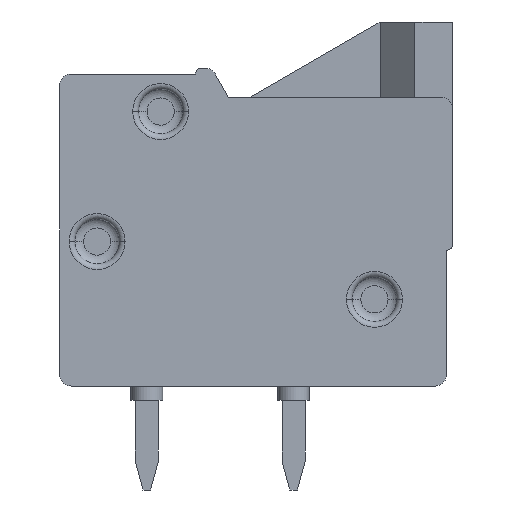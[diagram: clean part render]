
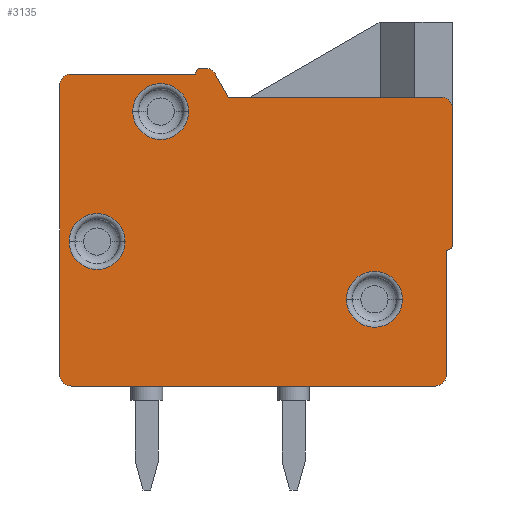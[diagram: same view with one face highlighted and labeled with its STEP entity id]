
A CAD part, left-side view. The second image highlights one B-rep face of the part: STEP entity #3135.
In plain terms, the highlighted planar face has unit normal (-1, 0, 0).
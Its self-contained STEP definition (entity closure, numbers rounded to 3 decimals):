
#1069=CARTESIAN_POINT('',(-0.9,3.028,9.5));
#1070=VERTEX_POINT('',#1069);
#1078=CARTESIAN_POINT('',(-0.9,1.092,9.5));
#1079=VERTEX_POINT('',#1078);
#1080=CARTESIAN_POINT('',(-0.9,2.06,9.5));
#1081=DIRECTION('',(1.0,0.0,0.0));
#1082=DIRECTION('',(0.0,-1.0,0.0));
#1083=AXIS2_PLACEMENT_3D('',#1080,#1081,#1082);
#1084=CIRCLE('',#1083,0.968);
#1085=EDGE_CURVE('',#1079,#1070,#1084,.T.);
#1191=CARTESIAN_POINT('',(-0.9,-4.372,3.0));
#1192=VERTEX_POINT('',#1191);
#1200=CARTESIAN_POINT('',(-0.9,-6.308,3.0));
#1201=VERTEX_POINT('',#1200);
#1202=CARTESIAN_POINT('',(-0.9,-5.34,3.0));
#1203=DIRECTION('',(1.0,0.0,0.0));
#1204=DIRECTION('',(0.0,-1.0,0.0));
#1205=AXIS2_PLACEMENT_3D('',#1202,#1203,#1204);
#1206=CIRCLE('',#1205,0.968);
#1207=EDGE_CURVE('',#1201,#1192,#1206,.T.);
#1313=CARTESIAN_POINT('',(-0.9,5.228,5.0));
#1314=VERTEX_POINT('',#1313);
#1322=CARTESIAN_POINT('',(-0.9,3.292,5.0));
#1323=VERTEX_POINT('',#1322);
#1324=CARTESIAN_POINT('',(-0.9,4.26,5.0));
#1325=DIRECTION('',(1.0,0.0,0.0));
#1326=DIRECTION('',(0.0,-1.0,0.0));
#1327=AXIS2_PLACEMENT_3D('',#1324,#1325,#1326);
#1328=CIRCLE('',#1327,0.968);
#1329=EDGE_CURVE('',#1323,#1314,#1328,.T.);
#1881=CARTESIAN_POINT('',(-0.9,-8.04,9.6));
#1882=VERTEX_POINT('',#1881);
#1889=CARTESIAN_POINT('',(-0.9,-8.04,4.9));
#1890=VERTEX_POINT('',#1889);
#1891=CARTESIAN_POINT('',(-0.9,-8.04,9.6));
#1892=DIRECTION('',(0.0,0.0,-1.0));
#1893=VECTOR('',#1892,4.7);
#1894=LINE('',#1891,#1893);
#1895=EDGE_CURVE('',#1882,#1890,#1894,.T.);
#2077=CARTESIAN_POINT('',(-0.9,-7.84,0.4));
#2078=VERTEX_POINT('',#2077);
#2087=CARTESIAN_POINT('',(-0.9,-7.44,0.0));
#2088=VERTEX_POINT('',#2087);
#2089=CARTESIAN_POINT('',(-0.9,-7.44,0.4));
#2090=DIRECTION('',(1.0,0.0,0.0));
#2091=DIRECTION('',(0.0,1.0,0.0));
#2092=AXIS2_PLACEMENT_3D('',#2089,#2090,#2091);
#2093=CIRCLE('',#2092,0.4);
#2094=EDGE_CURVE('',#2078,#2088,#2093,.T.);
#2120=CARTESIAN_POINT('',(-0.9,5.16,0.0));
#2121=VERTEX_POINT('',#2120);
#2122=CARTESIAN_POINT('',(-0.9,-7.44,0.0));
#2123=DIRECTION('',(0.0,1.0,0.0));
#2124=VECTOR('',#2123,12.6);
#2125=LINE('',#2122,#2124);
#2126=EDGE_CURVE('',#2088,#2121,#2125,.T.);
#2742=CARTESIAN_POINT('',(-0.9,5.56,0.4));
#2743=VERTEX_POINT('',#2742);
#2744=CARTESIAN_POINT('',(-0.9,5.16,0.4));
#2745=DIRECTION('',(1.0,0.0,0.0));
#2746=DIRECTION('',(0.0,1.0,0.0));
#2747=AXIS2_PLACEMENT_3D('',#2744,#2745,#2746);
#2748=CIRCLE('',#2747,0.4);
#2749=EDGE_CURVE('',#2121,#2743,#2748,.T.);
#2776=CARTESIAN_POINT('',(-0.9,5.16,10.8));
#2777=VERTEX_POINT('',#2776);
#2784=CARTESIAN_POINT('',(-0.9,0.86,10.8));
#2785=VERTEX_POINT('',#2784);
#2786=CARTESIAN_POINT('',(-0.9,5.16,10.8));
#2787=DIRECTION('',(0.0,-1.0,0.0));
#2788=VECTOR('',#2787,4.3);
#2789=LINE('',#2786,#2788);
#2790=EDGE_CURVE('',#2777,#2785,#2789,.T.);
#2816=CARTESIAN_POINT('',(-0.9,0.66,11.0));
#2817=VERTEX_POINT('',#2816);
#2824=CARTESIAN_POINT('',(-0.9,0.518,11.0));
#2825=VERTEX_POINT('',#2824);
#2826=CARTESIAN_POINT('',(-0.9,0.66,11.0));
#2827=DIRECTION('',(0.0,-1.0,0.0));
#2828=VECTOR('',#2827,0.142);
#2829=LINE('',#2826,#2828);
#2830=EDGE_CURVE('',#2817,#2825,#2829,.T.);
#2863=CARTESIAN_POINT('',(-0.9,0.66,10.8));
#2864=DIRECTION('',(1.0,0.0,0.0));
#2865=DIRECTION('',(0.0,1.0,0.0));
#2866=AXIS2_PLACEMENT_3D('',#2863,#2864,#2865);
#2867=CIRCLE('',#2866,0.2);
#2868=EDGE_CURVE('',#2785,#2817,#2867,.T.);
#2888=CARTESIAN_POINT('',(-0.9,5.56,10.4));
#2889=VERTEX_POINT('',#2888);
#2896=CARTESIAN_POINT('',(-0.9,5.16,10.4));
#2897=DIRECTION('',(1.0,0.0,0.0));
#2898=DIRECTION('',(0.0,1.0,0.0));
#2899=AXIS2_PLACEMENT_3D('',#2896,#2897,#2898);
#2900=CIRCLE('',#2899,0.4);
#2901=EDGE_CURVE('',#2889,#2777,#2900,.T.);
#2919=CARTESIAN_POINT('',(-0.9,5.56,0.4));
#2920=DIRECTION('',(0.0,0.0,1.0));
#2921=VECTOR('',#2920,10.0);
#2922=LINE('',#2919,#2921);
#2923=EDGE_CURVE('',#2743,#2889,#2922,.T.);
#2935=CARTESIAN_POINT('',(-0.9,-7.84,4.7));
#2936=VERTEX_POINT('',#2935);
#2943=CARTESIAN_POINT('',(-0.9,-7.84,4.7));
#2944=DIRECTION('',(0.0,0.0,-1.0));
#2945=VECTOR('',#2944,4.3);
#2946=LINE('',#2943,#2945);
#2947=EDGE_CURVE('',#2936,#2078,#2946,.T.);
#2965=CARTESIAN_POINT('',(-0.9,-7.84,4.9));
#2966=DIRECTION('',(1.0,0.0,0.0));
#2967=DIRECTION('',(0.0,1.0,0.0));
#2968=AXIS2_PLACEMENT_3D('',#2965,#2966,#2967);
#2969=CIRCLE('',#2968,0.2);
#2970=EDGE_CURVE('',#1890,#2936,#2969,.T.);
#2990=CARTESIAN_POINT('',(-0.9,-7.64,10.0));
#2991=VERTEX_POINT('',#2990);
#2998=CARTESIAN_POINT('',(-0.9,-7.64,9.6));
#2999=DIRECTION('',(1.0,0.0,0.0));
#3000=DIRECTION('',(0.0,1.0,0.0));
#3001=AXIS2_PLACEMENT_3D('',#2998,#2999,#3000);
#3002=CIRCLE('',#3001,0.4);
#3003=EDGE_CURVE('',#2991,#1882,#3002,.T.);
#3027=CARTESIAN_POINT('',(-0.9,-0.29,10.0));
#3028=VERTEX_POINT('',#3027);
#3035=CARTESIAN_POINT('',(-0.9,-0.29,10.0));
#3036=DIRECTION('',(0.0,-1.0,0.0));
#3037=VECTOR('',#3036,7.35);
#3038=LINE('',#3035,#3037);
#3039=EDGE_CURVE('',#3028,#2991,#3038,.T.);
#3060=CARTESIAN_POINT('',(-0.9,0.172,10.8));
#3061=VERTEX_POINT('',#3060);
#3068=CARTESIAN_POINT('',(-0.9,0.172,10.8));
#3069=DIRECTION('',(0.,-0.5,-0.866));
#3070=VECTOR('',#3069,0.924);
#3071=LINE('',#3068,#3070);
#3072=EDGE_CURVE('',#3061,#3028,#3071,.T.);
#3077=CARTESIAN_POINT('',(-0.9,-8.72,-0.55));
#3078=DIRECTION('',(1.0,0.0,0.0));
#3079=DIRECTION('',(0.0,1.0,0.0));
#3080=AXIS2_PLACEMENT_3D('',#3077,#3078,#3079);
#3081=PLANE('',#3080);
#3082=ORIENTED_EDGE('',*,*,#1895,.F.);
#3083=ORIENTED_EDGE('',*,*,#3003,.F.);
#3084=ORIENTED_EDGE('',*,*,#3039,.F.);
#3085=ORIENTED_EDGE('',*,*,#3072,.F.);
#3086=CARTESIAN_POINT('',(-0.9,0.518,10.6));
#3087=DIRECTION('',(1.0,0.0,0.0));
#3088=DIRECTION('',(0.0,1.0,0.0));
#3089=AXIS2_PLACEMENT_3D('',#3086,#3087,#3088);
#3090=CIRCLE('',#3089,0.4);
#3091=EDGE_CURVE('',#2825,#3061,#3090,.T.);
#3092=ORIENTED_EDGE('',*,*,#3091,.F.);
#3093=ORIENTED_EDGE('',*,*,#2830,.F.);
#3094=ORIENTED_EDGE('',*,*,#2868,.F.);
#3095=ORIENTED_EDGE('',*,*,#2790,.F.);
#3096=ORIENTED_EDGE('',*,*,#2901,.F.);
#3097=ORIENTED_EDGE('',*,*,#2923,.F.);
#3098=ORIENTED_EDGE('',*,*,#2749,.F.);
#3099=ORIENTED_EDGE('',*,*,#2126,.F.);
#3100=ORIENTED_EDGE('',*,*,#2094,.F.);
#3101=ORIENTED_EDGE('',*,*,#2947,.F.);
#3102=ORIENTED_EDGE('',*,*,#2970,.F.);
#3103=EDGE_LOOP('',(#3082,#3083,#3084,#3085,#3092,#3093,#3094,#3095,#3096,#3097,#3098,#3099,#3100,#3101,#3102));
#3104=FACE_OUTER_BOUND('',#3103,.T.);
#3105=ORIENTED_EDGE('',*,*,#1329,.T.);
#3106=CARTESIAN_POINT('',(-0.9,4.26,5.0));
#3107=DIRECTION('',(1.0,0.0,0.0));
#3108=DIRECTION('',(0.0,-1.0,0.0));
#3109=AXIS2_PLACEMENT_3D('',#3106,#3107,#3108);
#3110=CIRCLE('',#3109,0.968);
#3111=EDGE_CURVE('',#1314,#1323,#3110,.T.);
#3112=ORIENTED_EDGE('',*,*,#3111,.T.);
#3113=EDGE_LOOP('',(#3105,#3112));
#3114=FACE_BOUND('',#3113,.T.);
#3115=ORIENTED_EDGE('',*,*,#1207,.T.);
#3116=CARTESIAN_POINT('',(-0.9,-5.34,3.0));
#3117=DIRECTION('',(1.0,0.0,0.0));
#3118=DIRECTION('',(0.0,-1.0,0.0));
#3119=AXIS2_PLACEMENT_3D('',#3116,#3117,#3118);
#3120=CIRCLE('',#3119,0.968);
#3121=EDGE_CURVE('',#1192,#1201,#3120,.T.);
#3122=ORIENTED_EDGE('',*,*,#3121,.T.);
#3123=EDGE_LOOP('',(#3115,#3122));
#3124=FACE_BOUND('',#3123,.T.);
#3125=ORIENTED_EDGE('',*,*,#1085,.T.);
#3126=CARTESIAN_POINT('',(-0.9,2.06,9.5));
#3127=DIRECTION('',(1.0,0.0,0.0));
#3128=DIRECTION('',(0.0,-1.0,0.0));
#3129=AXIS2_PLACEMENT_3D('',#3126,#3127,#3128);
#3130=CIRCLE('',#3129,0.968);
#3131=EDGE_CURVE('',#1070,#1079,#3130,.T.);
#3132=ORIENTED_EDGE('',*,*,#3131,.T.);
#3133=EDGE_LOOP('',(#3125,#3132));
#3134=FACE_BOUND('',#3133,.T.);
#3135=ADVANCED_FACE('',(#3104,#3114,#3124,#3134),#3081,.F.);
